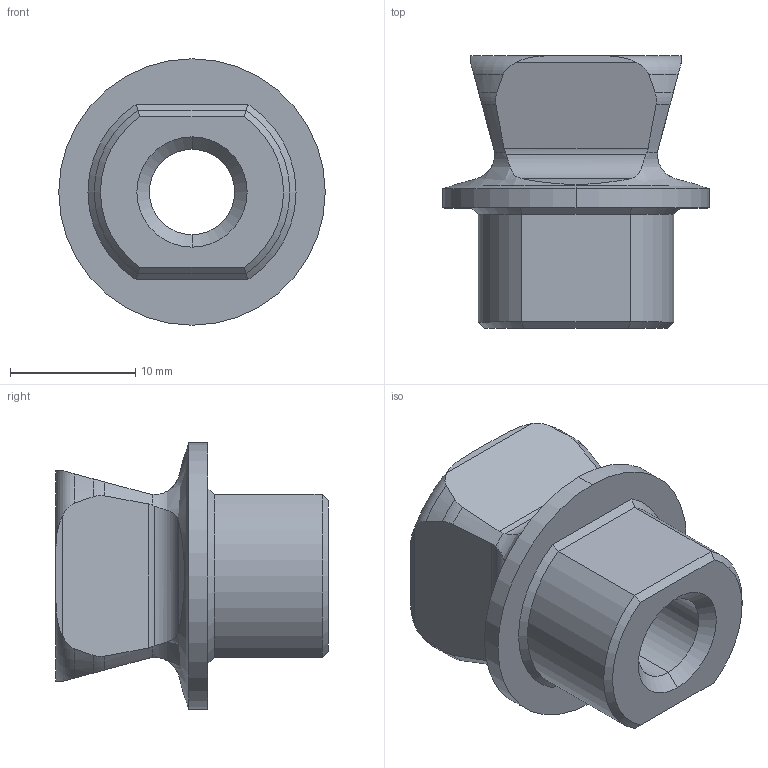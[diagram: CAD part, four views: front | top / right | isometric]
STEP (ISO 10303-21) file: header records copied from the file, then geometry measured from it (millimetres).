
FILE_DESCRIPTION (( 'STEP AP203' ), '1' );
FILE_NAME ('1D11105.STEP', '2018-08-31T13:40:02', ( '' ), ( '' ), 'SwSTEP 2.0', 'SolidWorks 2017', '' );
FILE_SCHEMA (( 'CONFIG_CONTROL_DESIGN' ));
Length unit declared in the file: millimetre
Products named in the file (2): 1D11105
Bounding box: 21.25 x 21.74 x 21.25 mm (x, y, z)
Volume: 3732.1 mm3; surface area: 2226.1 mm2
Topology: 1 solids, 1 shells, 63 faces, 164 edges, 104 vertices
Faces by surface type: plane 21, cylinder 18, cone 14, torus 8, bspline 2
Entity records: 2389 total; most frequent: CARTESIAN_POINT 813, ORIENTED_EDGE 328, DIRECTION 256, EDGE_CURVE 164, AXIS2_PLACEMENT_3D 107, VERTEX_POINT 104, B_SPLINE_CURVE_WITH_KNOTS 78, EDGE_LOOP 66
